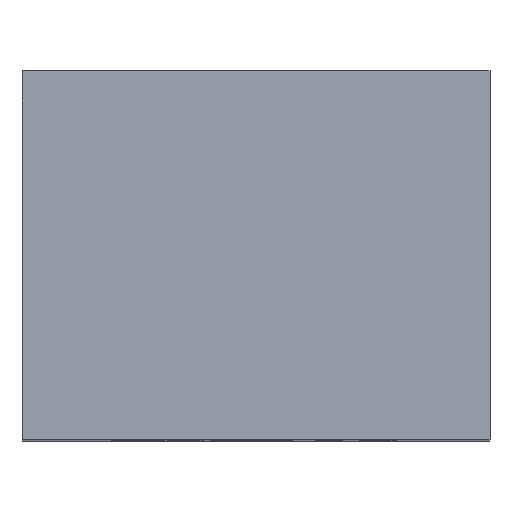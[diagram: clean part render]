
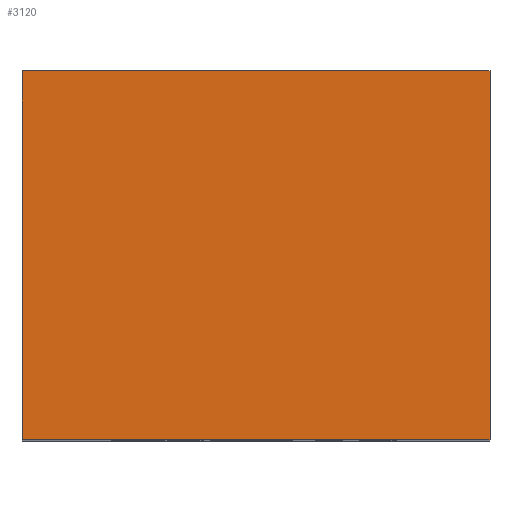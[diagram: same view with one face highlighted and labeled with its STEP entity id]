
A CAD part, top view. The second image highlights one B-rep face of the part: STEP entity #3120.
In plain terms, the highlighted planar face has unit normal (0, 0, 1).
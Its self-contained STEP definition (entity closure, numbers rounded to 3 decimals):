
#23 = EDGE_CURVE ( 'NONE', #2034, #10303, #2101, .T. ) ;
#278 = CARTESIAN_POINT ( 'NONE',  ( -13., 20.5, 18.5 ) ) ;
#386 = DIRECTION ( 'NONE',  ( -1., 0., 0. ) ) ;
#710 = CARTESIAN_POINT ( 'NONE',  ( -13., 0., 18.5 ) ) ;
#969 = LINE ( 'NONE', #710, #1450 ) ;
#1450 = VECTOR ( 'NONE', #12394, 1000. ) ;
#1765 = CARTESIAN_POINT ( 'NONE',  ( -13., 20.5, 18.5 ) ) ;
#2034 = VERTEX_POINT ( 'NONE', #278 ) ;
#2101 = LINE ( 'NONE', #7159, #5286 ) ;
#3120 = ADVANCED_FACE ( 'NONE', ( #9913 ), #7824, .F. ) ;
#4780 = ORIENTED_EDGE ( 'NONE', *, *, #23, .F. ) ;
#4991 = VECTOR ( 'NONE', #8203, 1000. ) ;
#5141 = DIRECTION ( 'NONE',  ( 1., 0., 0. ) ) ;
#5264 = CARTESIAN_POINT ( 'NONE',  ( 13., 20.5, 18.5 ) ) ;
#5286 = VECTOR ( 'NONE', #5141, 1000. ) ;
#5831 = AXIS2_PLACEMENT_3D ( 'NONE', #10961, #11864, #386 ) ;
#5835 = ORIENTED_EDGE ( 'NONE', *, *, #12335, .F. ) ;
#6242 = LINE ( 'NONE', #5264, #8980 ) ;
#6861 = CARTESIAN_POINT ( 'NONE',  ( 13., 0., 18.5 ) ) ;
#7159 = CARTESIAN_POINT ( 'NONE',  ( -13., 20.5, 18.5 ) ) ;
#7824 = PLANE ( 'NONE',  #5831 ) ;
#8203 = DIRECTION ( 'NONE',  ( 0., -1., 0. ) ) ;
#8980 = VECTOR ( 'NONE', #9514, 1000. ) ;
#9318 = LINE ( 'NONE', #1765, #4991 ) ;
#9365 = EDGE_LOOP ( 'NONE', ( #11490, #5835, #4780, #13778 ) ) ;
#9514 = DIRECTION ( 'NONE',  ( 0., -1., 0. ) ) ;
#9643 = CARTESIAN_POINT ( 'NONE',  ( -13., 0., 18.5 ) ) ;
#9913 = FACE_OUTER_BOUND ( 'NONE', #9365, .T. ) ;
#10303 = VERTEX_POINT ( 'NONE', #11522 ) ;
#10961 = CARTESIAN_POINT ( 'NONE',  ( -13., 20.5, 18.5 ) ) ;
#11490 = ORIENTED_EDGE ( 'NONE', *, *, #13154, .T. ) ;
#11522 = CARTESIAN_POINT ( 'NONE',  ( 13., 20.5, 18.5 ) ) ;
#11539 = VERTEX_POINT ( 'NONE', #9643 ) ;
#11598 = VERTEX_POINT ( 'NONE', #6861 ) ;
#11864 = DIRECTION ( 'NONE',  ( 0., 0., -1. ) ) ;
#12335 = EDGE_CURVE ( 'NONE', #10303, #11598, #6242, .T. ) ;
#12394 = DIRECTION ( 'NONE',  ( 1., 0., 0. ) ) ;
#13154 = EDGE_CURVE ( 'NONE', #11539, #11598, #969, .T. ) ;
#13262 = EDGE_CURVE ( 'NONE', #2034, #11539, #9318, .T. ) ;
#13778 = ORIENTED_EDGE ( 'NONE', *, *, #13262, .T. ) ;
